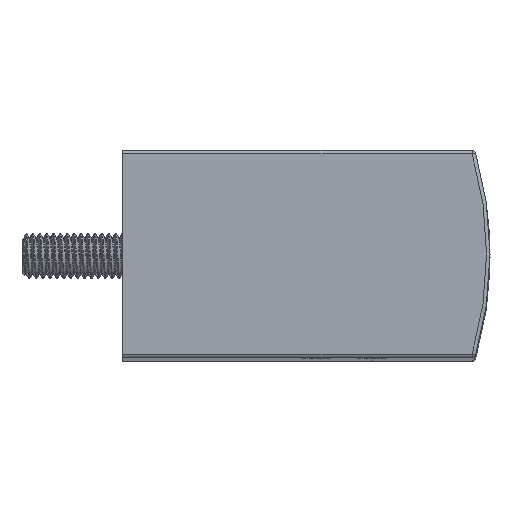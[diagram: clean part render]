
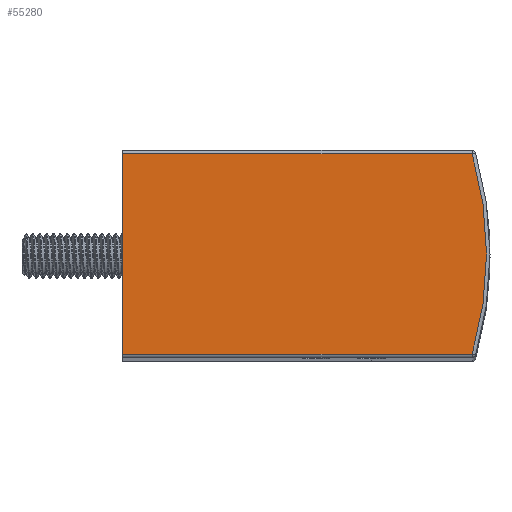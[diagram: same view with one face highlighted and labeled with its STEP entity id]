
A CAD part, top view. The second image highlights one B-rep face of the part: STEP entity #55280.
In plain terms, the highlighted planar face has unit normal (0, 0, 1).
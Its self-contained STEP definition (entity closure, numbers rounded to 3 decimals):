
#44090=CARTESIAN_POINT('',(10.,-1.15,-426.25));
#44100=DIRECTION('',(-1.,0.,0.));
#44110=VECTOR('',#44100,1.);
#44120=LINE('',#44090,#44110);
#44130=CARTESIAN_POINT('',(58.617,-1.15,-426.25));
#44140=VERTEX_POINT('',#44130);
#44150=CARTESIAN_POINT('',(8.,-1.15,-426.25));
#44160=VERTEX_POINT('',#44150);
#44170=EDGE_CURVE('',#44140,#44160,#44120,.T.);
#54970=CARTESIAN_POINT('',(33.12,-28.9,-426.25));
#54980=DIRECTION('',(0.,0.,-1.));
#54990=DIRECTION('',(0.,1.,0.));
#55000=AXIS2_PLACEMENT_3D('',#54970,#54980,#54990);
#55010=PLANE('',#55000);
#55020=CARTESIAN_POINT('',(9.2,-15.65,-426.25));
#55030=DIRECTION('',(0.,0.,-1.));
#55040=DIRECTION('',(0.,1.,0.));
#55050=AXIS2_PLACEMENT_3D('',#55020,#55030,#55040);
#55060=CIRCLE('',#55050,51.5);
#55070=CARTESIAN_POINT('',(58.617,-30.15,-426.25));
#55080=VERTEX_POINT('',#55070);
#55090=EDGE_CURVE('',#44140,#55080,#55060,.T.);
#55100=ORIENTED_EDGE('',*,*,#55090,.F.);
#55110=CARTESIAN_POINT('',(10.,-30.15,-426.25));
#55120=DIRECTION('',(1.,0.,0.));
#55130=VECTOR('',#55120,1.);
#55140=LINE('',#55110,#55130);
#55150=CARTESIAN_POINT('',(8.,-30.15,-426.25));
#55160=VERTEX_POINT('',#55150);
#55170=EDGE_CURVE('',#55160,#55080,#55140,.T.);
#55180=ORIENTED_EDGE('',*,*,#55170,.T.);
#55190=CARTESIAN_POINT('',(8.,-15.65,-426.25));
#55200=DIRECTION('',(0.,1.,0.));
#55210=VECTOR('',#55200,1.);
#55220=LINE('',#55190,#55210);
#55230=EDGE_CURVE('',#55160,#44160,#55220,.T.);
#55240=ORIENTED_EDGE('',*,*,#55230,.F.);
#55250=ORIENTED_EDGE('',*,*,#44170,.T.);
#55260=EDGE_LOOP('',(#55250,#55240,#55180,#55100));
#55270=FACE_OUTER_BOUND('',#55260,.T.);
#55280=ADVANCED_FACE('',(#55270),#55010,.F.);
